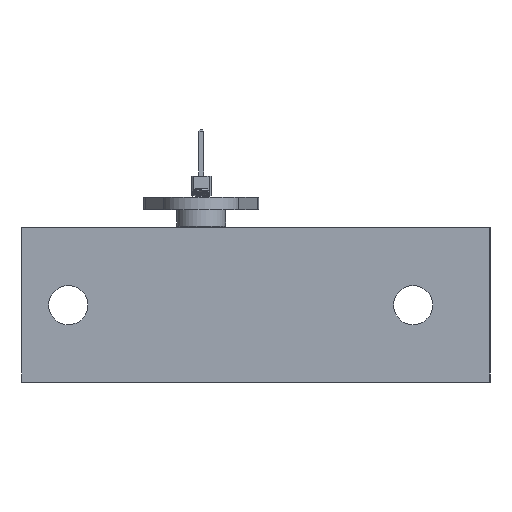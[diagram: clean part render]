
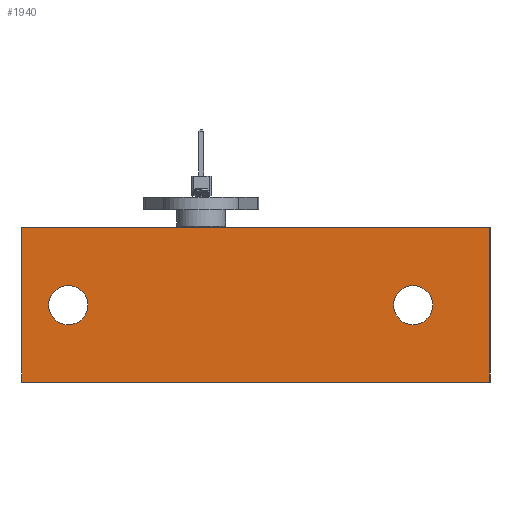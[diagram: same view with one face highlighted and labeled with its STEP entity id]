
A CAD part, left-side view. The second image highlights one B-rep face of the part: STEP entity #1940.
In plain terms, the highlighted planar face has unit normal (-1, 0, 0).
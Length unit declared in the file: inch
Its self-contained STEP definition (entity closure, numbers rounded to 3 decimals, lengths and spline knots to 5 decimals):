
#1940=ADVANCED_FACE('',(#3850,#3851,#3852),#3853,.T.);
#3850=FACE_OUTER_BOUND('',#7423,.T.);
#3851=FACE_BOUND('',#7424,.T.);
#3852=FACE_BOUND('',#7425,.T.);
#3853=PLANE('',#7426);
#7423=EDGE_LOOP('',(#12939,#12940,#12941,#12942));
#7424=EDGE_LOOP('',(#12943,#12944));
#7425=EDGE_LOOP('',(#12945,#12946));
#7426=AXIS2_PLACEMENT_3D('',#12947,#12948,#12949);
#12939=ORIENTED_EDGE('',*,*,#14689,.F.);
#12940=ORIENTED_EDGE('',*,*,#14903,.T.);
#12941=ORIENTED_EDGE('',*,*,#14230,.T.);
#12942=ORIENTED_EDGE('',*,*,#15232,.T.);
#12943=ORIENTED_EDGE('',*,*,#13688,.T.);
#12944=ORIENTED_EDGE('',*,*,#14700,.T.);
#12945=ORIENTED_EDGE('',*,*,#13769,.F.);
#12946=ORIENTED_EDGE('',*,*,#15233,.F.);
#12947=CARTESIAN_POINT('',(0.,0.89209,-0.10335));
#12948=DIRECTION('',(-1.0,0.0,0.0));
#12949=DIRECTION('',(0.0,0.0,1.0));
#13688=EDGE_CURVE('',#16409,#16407,#16410,.F.);
#13769=EDGE_CURVE('',#16539,#16537,#16541,.T.);
#14230=EDGE_CURVE('',#17241,#17242,#17243,.F.);
#14689=EDGE_CURVE('',#17882,#17884,#17885,.T.);
#14700=EDGE_CURVE('',#16407,#16409,#17899,.F.);
#14903=EDGE_CURVE('',#17882,#17241,#18148,.T.);
#15232=EDGE_CURVE('',#17242,#17884,#18518,.F.);
#15233=EDGE_CURVE('',#16537,#16539,#18519,.T.);
#16407=VERTEX_POINT('',#23625);
#16409=VERTEX_POINT('',#23628);
#16410=CIRCLE('',#23629,0.10039);
#16537=VERTEX_POINT('',#23838);
#16539=VERTEX_POINT('',#23841);
#16541=CIRCLE('',#23844,0.10039);
#17241=VERTEX_POINT('',#29272);
#17242=VERTEX_POINT('',#29273);
#17243=LINE('',#29274,#29275);
#17882=VERTEX_POINT('',#33386);
#17884=VERTEX_POINT('',#33389);
#17885=LINE('',#33390,#33391);
#17899=CIRCLE('',#33408,0.10039);
#18148=LINE('',#34205,#34206);
#18518=LINE('',#36251,#36252);
#18519=CIRCLE('',#36253,0.10039);
#23625=CARTESIAN_POINT('',(0.,0.00263,-0.20374));
#23628=CARTESIAN_POINT('',(0.,0.00263,-0.00295));
#23629=AXIS2_PLACEMENT_3D('',#37051,#37052,#37053);
#23838=CARTESIAN_POINT('',(0.,1.76772,-0.20373));
#23841=CARTESIAN_POINT('',(0.,1.76772,-0.00294));
#23844=AXIS2_PLACEMENT_3D('',#37165,#37166,#37167);
#29272=CARTESIAN_POINT('',(0.,-0.39107,-0.49705));
#29273=CARTESIAN_POINT('',(0.,-0.39107,0.29528));
#29274=CARTESIAN_POINT('',(0.,-0.39107,-0.10335));
#29275=VECTOR('',#37629,1.0);
#33386=CARTESIAN_POINT('',(0.,2.00465,-0.49705));
#33389=CARTESIAN_POINT('',(0.,2.00465,0.29528));
#33390=CARTESIAN_POINT('',(0.,2.00465,-0.10335));
#33391=VECTOR('',#38108,1.0);
#33408=AXIS2_PLACEMENT_3D('',#38121,#38122,#38123);
#34205=CARTESIAN_POINT('',(0.,0.89209,-0.49705));
#34206=VECTOR('',#38299,1.);
#36251=CARTESIAN_POINT('',(0.,0.89209,0.29528));
#36252=VECTOR('',#38526,1.0);
#36253=AXIS2_PLACEMENT_3D('',#38527,#38528,#38529);
#37051=CARTESIAN_POINT('',(0.,0.00263,-0.10335));
#37052=DIRECTION('',(-1.0,0.0,0.));
#37053=DIRECTION('',(0.,0.0,-1.0));
#37165=CARTESIAN_POINT('',(0.,1.76772,-0.10334));
#37166=DIRECTION('',(-1.0,0.0,0.));
#37167=DIRECTION('',(0.,0.0,-1.0));
#37629=DIRECTION('',(0.0,0.0,-1.0));
#38108=DIRECTION('',(0.0,0.0,1.0));
#38121=CARTESIAN_POINT('',(0.,0.00263,-0.10335));
#38122=DIRECTION('',(-1.0,0.0,0.));
#38123=DIRECTION('',(0.,0.0,-1.0));
#38299=DIRECTION('',(0.0,-1.0,0.0));
#38526=DIRECTION('',(0.0,-1.0,0.0));
#38527=CARTESIAN_POINT('',(0.,1.76772,-0.10334));
#38528=DIRECTION('',(-1.0,0.0,0.));
#38529=DIRECTION('',(0.,0.0,-1.0));
